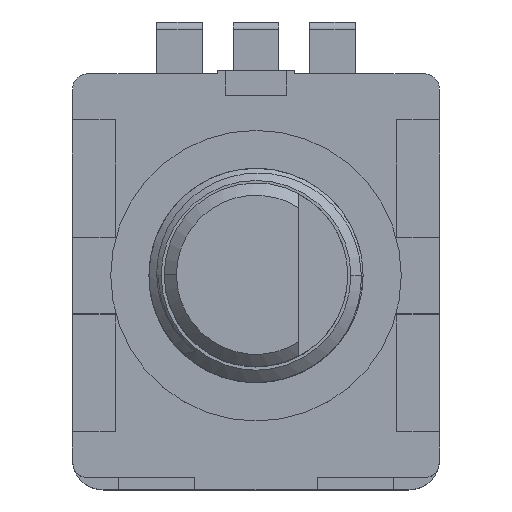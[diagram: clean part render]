
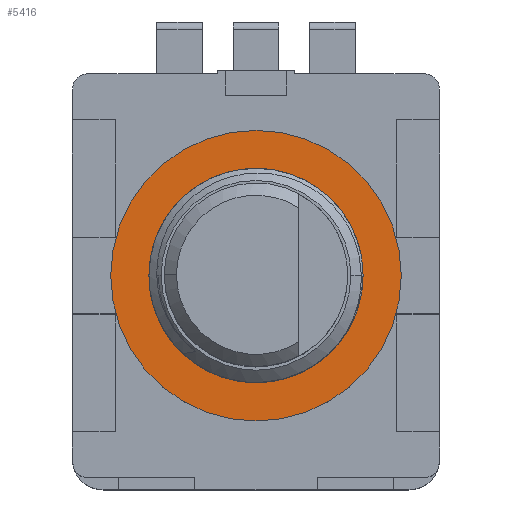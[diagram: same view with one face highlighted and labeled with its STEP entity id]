
A CAD part, top view. The second image highlights one B-rep face of the part: STEP entity #5416.
In plain terms, the highlighted planar face has unit normal (0, 0, 1).
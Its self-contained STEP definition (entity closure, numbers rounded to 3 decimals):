
#45 = ORIENTED_EDGE ( 'NONE', *, *, #1082, .F. ) ;
#307 = DIRECTION ( 'NONE',  ( -1., 0., 0. ) ) ;
#328 = DIRECTION ( 'NONE',  ( -1., 0., 0. ) ) ;
#407 = CARTESIAN_POINT ( 'NONE',  ( 0., 0., -7.55 ) ) ;
#463 = DIRECTION ( 'NONE',  ( -1., 0., 0. ) ) ;
#674 = EDGE_LOOP ( 'NONE', ( #3209, #2827 ) ) ;
#902 = CARTESIAN_POINT ( 'NONE',  ( 0., 0., -7.55 ) ) ;
#960 = FACE_BOUND ( 'NONE', #5630, .T. ) ;
#1082 = EDGE_CURVE ( 'NONE', #5093, #5995, #1269, .T. ) ;
#1237 = DIRECTION ( 'NONE',  ( -1., 0., 0. ) ) ;
#1269 = CIRCLE ( 'NONE', #6037, 3.5 ) ;
#1400 = CIRCLE ( 'NONE', #4784, 3.5 ) ;
#1787 = CARTESIAN_POINT ( 'NONE',  ( 0., 0., -7.55 ) ) ;
#1965 = CARTESIAN_POINT ( 'NONE',  ( 0., 0., -7.55 ) ) ;
#2265 = EDGE_CURVE ( 'NONE', #5995, #5093, #1400, .T. ) ;
#2567 = CARTESIAN_POINT ( 'NONE',  ( -3.5, 0., -7.55 ) ) ;
#2598 = VERTEX_POINT ( 'NONE', #5712 ) ;
#2827 = ORIENTED_EDGE ( 'NONE', *, *, #3800, .F. ) ;
#2980 = PLANE ( 'NONE',  #5992 ) ;
#3068 = CARTESIAN_POINT ( 'NONE',  ( -4.75, 0., -7.55 ) ) ;
#3121 = AXIS2_PLACEMENT_3D ( 'NONE', #1965, #3968, #5488 ) ;
#3209 = ORIENTED_EDGE ( 'NONE', *, *, #4771, .F. ) ;
#3219 = AXIS2_PLACEMENT_3D ( 'NONE', #407, #5420, #307 ) ;
#3363 = VERTEX_POINT ( 'NONE', #3068 ) ;
#3427 = CIRCLE ( 'NONE', #3219, 4.75 ) ;
#3765 = CARTESIAN_POINT ( 'NONE',  ( 0., 0., -7.55 ) ) ;
#3800 = EDGE_CURVE ( 'NONE', #2598, #3363, #3427, .T. ) ;
#3968 = DIRECTION ( 'NONE',  ( 0., 0., -1. ) ) ;
#4176 = ORIENTED_EDGE ( 'NONE', *, *, #2265, .F. ) ;
#4771 = EDGE_CURVE ( 'NONE', #3363, #2598, #4808, .T. ) ;
#4784 = AXIS2_PLACEMENT_3D ( 'NONE', #3765, #5793, #1237 ) ;
#4808 = CIRCLE ( 'NONE', #3121, 4.75 ) ;
#4871 = DIRECTION ( 'NONE',  ( 0., 0., 1. ) ) ;
#5006 = DIRECTION ( 'NONE',  ( 0., 0., -1. ) ) ;
#5093 = VERTEX_POINT ( 'NONE', #5690 ) ;
#5416 = ADVANCED_FACE ( 'NONE', ( #960, #5447 ), #2980, .F. ) ;
#5420 = DIRECTION ( 'NONE',  ( 0., 0., -1. ) ) ;
#5447 = FACE_OUTER_BOUND ( 'NONE', #674, .T. ) ;
#5488 = DIRECTION ( 'NONE',  ( -1., 0., 0. ) ) ;
#5630 = EDGE_LOOP ( 'NONE', ( #4176, #45 ) ) ;
#5690 = CARTESIAN_POINT ( 'NONE',  ( 3.5, 0., -7.55 ) ) ;
#5712 = CARTESIAN_POINT ( 'NONE',  ( 4.75, 0., -7.55 ) ) ;
#5793 = DIRECTION ( 'NONE',  ( 0., 0., 1. ) ) ;
#5992 = AXIS2_PLACEMENT_3D ( 'NONE', #902, #5006, #463 ) ;
#5995 = VERTEX_POINT ( 'NONE', #2567 ) ;
#6037 = AXIS2_PLACEMENT_3D ( 'NONE', #1787, #4871, #328 ) ;
